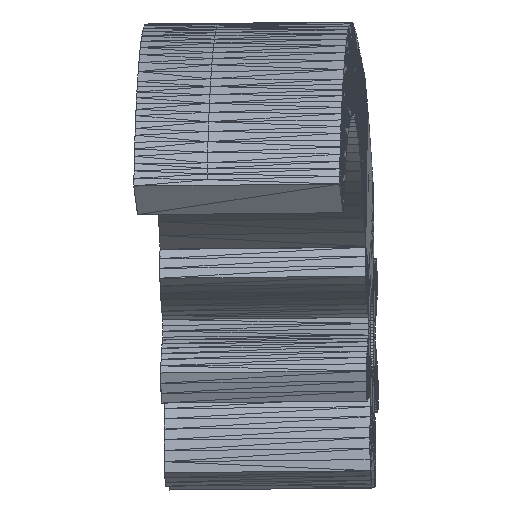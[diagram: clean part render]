
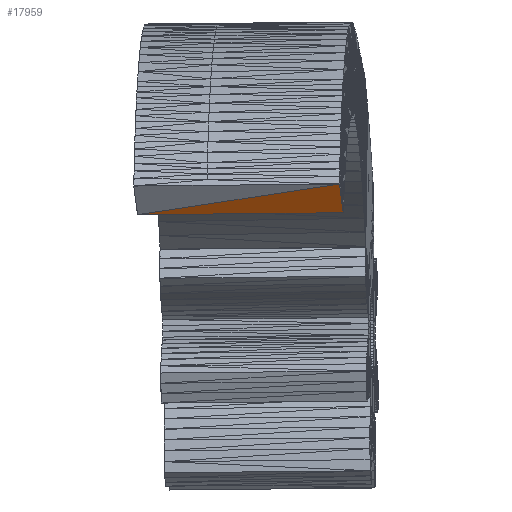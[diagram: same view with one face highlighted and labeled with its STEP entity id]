
A CAD part, left-side view. The second image highlights one B-rep face of the part: STEP entity #17959.
In plain terms, the highlighted planar face has unit normal (-0.302, 0.002, -0.953).
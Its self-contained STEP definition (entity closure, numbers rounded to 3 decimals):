
#41 = VERTEX_POINT ( 'NONE', #14740 ) ;
#59 = ORIENTED_EDGE ( 'NONE', *, *, #18075, .F. ) ;
#1173 = LINE ( 'NONE', #17042, #18529 ) ;
#1189 = CARTESIAN_POINT ( 'NONE',  ( -90.027, 171.639, 115.529 ) ) ;
#1312 = DIRECTION ( 'NONE',  ( -0.952, 0.039, 0.302 ) ) ;
#2556 = CARTESIAN_POINT ( 'NONE',  ( -92.802, 171.753, 116.41 ) ) ;
#3586 = DIRECTION ( 'NONE',  ( 0.038, 0.999, -0.01 ) ) ;
#4170 = EDGE_LOOP ( 'NONE', ( #15425, #18284, #59 ) ) ;
#5514 = LINE ( 'NONE', #7148, #20483 ) ;
#6355 = EDGE_CURVE ( 'NONE', #14061, #10546, #1173, .T. ) ;
#6624 = PLANE ( 'NONE',  #12057 ) ;
#7148 = CARTESIAN_POINT ( 'NONE',  ( -90.027, 171.639, 115.529 ) ) ;
#9674 = DIRECTION ( 'NONE',  ( 0.433, 0.891, -0.136 ) ) ;
#10140 = FACE_OUTER_BOUND ( 'NONE', #4170, .T. ) ;
#10546 = VERTEX_POINT ( 'NONE', #17273 ) ;
#11709 = EDGE_CURVE ( 'NONE', #10546, #41, #16453, .T. ) ;
#12057 = AXIS2_PLACEMENT_3D ( 'NONE', #15407, #20365, #22321 ) ;
#14061 = VERTEX_POINT ( 'NONE', #1189 ) ;
#14740 = CARTESIAN_POINT ( 'NONE',  ( -89.788, 177.948, 115.467 ) ) ;
#15407 = CARTESIAN_POINT ( 'NONE',  ( -122.195, 179.275, 125.751 ) ) ;
#15425 = ORIENTED_EDGE ( 'NONE', *, *, #6355, .T. ) ;
#16453 = LINE ( 'NONE', #2556, #21630 ) ;
#17042 = CARTESIAN_POINT ( 'NONE',  ( -90.027, 171.639, 115.529 ) ) ;
#17273 = CARTESIAN_POINT ( 'NONE',  ( -92.802, 171.753, 116.41 ) ) ;
#17959 = ADVANCED_FACE ( 'NONE', ( #10140 ), #6624, .F. ) ;
#18075 = EDGE_CURVE ( 'NONE', #14061, #41, #5514, .T. ) ;
#18284 = ORIENTED_EDGE ( 'NONE', *, *, #11709, .T. ) ;
#18529 = VECTOR ( 'NONE', #1312, 1000. ) ;
#20365 = DIRECTION ( 'NONE',  ( 0.302, -0.002, 0.953 ) ) ;
#20483 = VECTOR ( 'NONE', #3586, 1000. ) ;
#21630 = VECTOR ( 'NONE', #9674, 1000. ) ;
#22321 = DIRECTION ( 'NONE',  ( -0.952, 0.039, 0.302 ) ) ;
